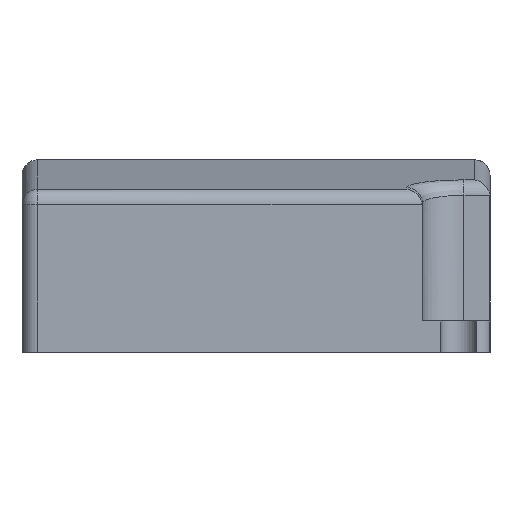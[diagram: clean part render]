
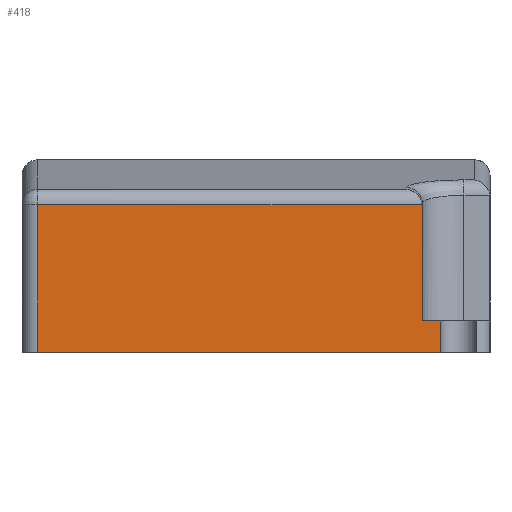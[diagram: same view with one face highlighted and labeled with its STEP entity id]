
A CAD part, left-side view. The second image highlights one B-rep face of the part: STEP entity #418.
In plain terms, the highlighted planar face has unit normal (-1, 0, 0).
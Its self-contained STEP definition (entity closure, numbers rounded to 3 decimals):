
#418 = ADVANCED_FACE( '', ( #952 ), #953, .F. );
#952 = FACE_OUTER_BOUND( '', #1719, .T. );
#953 = PLANE( '', #1720 );
#1719 = EDGE_LOOP( '', ( #3415, #3416, #3417, #3418, #3419, #3420, #3421 ) );
#1720 = AXIS2_PLACEMENT_3D( '', #3422, #3423, #3424 );
#3415 = ORIENTED_EDGE( '', *, *, #4621, .F. );
#3416 = ORIENTED_EDGE( '', *, *, #5001, .T. );
#3417 = ORIENTED_EDGE( '', *, *, #5002, .T. );
#3418 = ORIENTED_EDGE( '', *, *, #5003, .T. );
#3419 = ORIENTED_EDGE( '', *, *, #5004, .T. );
#3420 = ORIENTED_EDGE( '', *, *, #5005, .T. );
#3421 = ORIENTED_EDGE( '', *, *, #4956, .T. );
#3422 = CARTESIAN_POINT( '', ( -61.5, 22.5, 18.5 ) );
#3423 = DIRECTION( '', ( 1., 0., 0. ) );
#3424 = DIRECTION( '', ( 0., 0., -1. ) );
#4621 = EDGE_CURVE( '', #5394, #5396, #5397, .T. );
#4956 = EDGE_CURVE( '', #5925, #5396, #5926, .T. );
#5001 = EDGE_CURVE( '', #5394, #5981, #5982, .F. );
#5002 = EDGE_CURVE( '', #5981, #5279, #5983, .F. );
#5003 = EDGE_CURVE( '', #5279, #5984, #5985, .T. );
#5004 = EDGE_CURVE( '', #5984, #5986, #5987, .T. );
#5005 = EDGE_CURVE( '', #5986, #5925, #5988, .T. );
#5279 = VERTEX_POINT( '', #6378 );
#5394 = VERTEX_POINT( '', #6648 );
#5396 = VERTEX_POINT( '', #6651 );
#5397 = LINE( '', #6652, #6653 );
#5925 = VERTEX_POINT( '', #8309 );
#5926 = LINE( '', #8310, #8311 );
#5981 = VERTEX_POINT( '', #8408 );
#5982 = ELLIPSE( '', #8409, 1.514, 1.5 );
#5983 = LINE( '', #8410, #8411 );
#5984 = VERTEX_POINT( '', #8412 );
#5985 = LINE( '', #8413, #8414 );
#5986 = VERTEX_POINT( '', #8415 );
#5987 = LINE( '', #8416, #8417 );
#5988 = LINE( '', #8418, #8419 );
#6378 = CARTESIAN_POINT( '', ( -61.5, 21., 14.191 ) );
#6648 = CARTESIAN_POINT( '', ( -61.5, -16., 13.986 ) );
#6651 = CARTESIAN_POINT( '', ( -61.5, -16., 3. ) );
#6652 = CARTESIAN_POINT( '', ( -61.5, -16., 135.273 ) );
#6653 = VECTOR( '', #9093, 1000. );
#8309 = CARTESIAN_POINT( '', ( -61.5, -17.75, 3. ) );
#8310 = CARTESIAN_POINT( '', ( -61.5, -22.5, 3. ) );
#8311 = VECTOR( '', #9232, 1000. );
#8408 = CARTESIAN_POINT( '', ( -61.5, -15.986, 14.191 ) );
#8409 = AXIS2_PLACEMENT_3D( '', #9263, #9264, #9265 );
#8410 = CARTESIAN_POINT( '', ( -61.5, 22.5, 14.191 ) );
#8411 = VECTOR( '', #9266, 1000. );
#8412 = CARTESIAN_POINT( '', ( -61.5, 21., 0. ) );
#8413 = CARTESIAN_POINT( '', ( -61.5, 21., 18.5 ) );
#8414 = VECTOR( '', #9267, 1000. );
#8415 = CARTESIAN_POINT( '', ( -61.5, -17.75, 0. ) );
#8416 = CARTESIAN_POINT( '', ( -61.5, 22.5, 0. ) );
#8417 = VECTOR( '', #9268, 1000. );
#8418 = CARTESIAN_POINT( '', ( -61.5, -17.75, -129.273 ) );
#8419 = VECTOR( '', #9269, 1000. );
#9093 = DIRECTION( '', ( 0., 0., -1. ) );
#9232 = DIRECTION( '', ( 0., 1., 0. ) );
#9263 = CARTESIAN_POINT( '', ( -61.5, -14.5, 13.986 ) );
#9264 = DIRECTION( '', ( 1., 0., 0. ) );
#9265 = DIRECTION( '', ( 0., 0., 1. ) );
#9266 = DIRECTION( '', ( 0., -1., 0. ) );
#9267 = DIRECTION( '', ( 0., 0., -1. ) );
#9268 = DIRECTION( '', ( 0., -1., 0. ) );
#9269 = DIRECTION( '', ( 0., 0., 1. ) );
